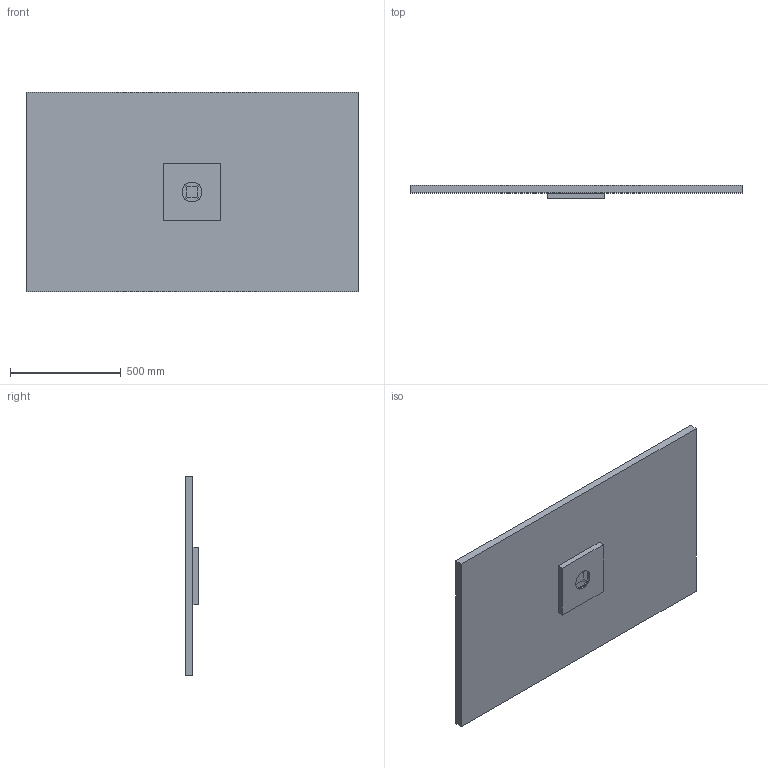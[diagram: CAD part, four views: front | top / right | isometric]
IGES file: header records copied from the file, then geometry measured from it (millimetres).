
Start section: SolidWorks IGES file using analytic representation for surfaces
Global section: file name: D885-12.IGS; native system: SolidWorks 2017; preprocessor: SolidWorks 2017; author: r.frank; date: 180423.120627; units: millimetre
Bounding box: 1500 x 61 x 900 mm (x, y, z)
Surface area: 3039830.2 mm2 (no closed solid volume)
Topology: 0 solids, 0 shells, 81 faces, 1096 edges, 1096 vertices
Faces by surface type: bspline 55, revolution 26
